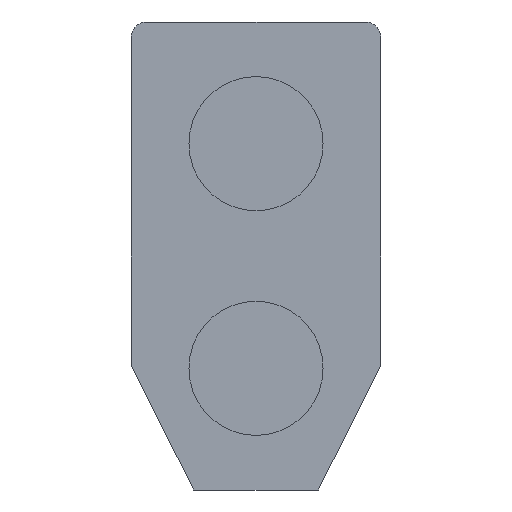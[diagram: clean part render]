
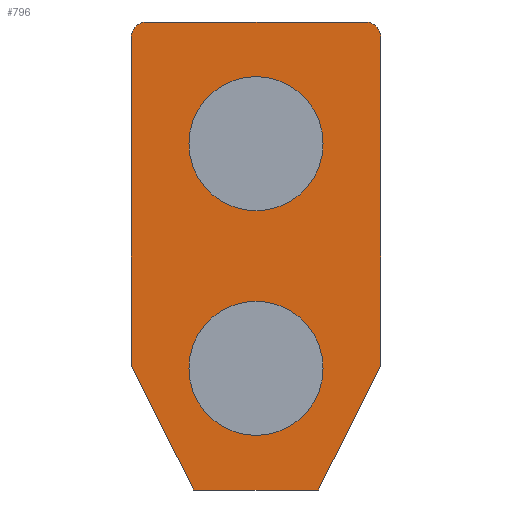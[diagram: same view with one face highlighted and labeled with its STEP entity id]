
A CAD part, front view. The second image highlights one B-rep face of the part: STEP entity #796.
In plain terms, the highlighted planar face has unit normal (0, -1, 0).
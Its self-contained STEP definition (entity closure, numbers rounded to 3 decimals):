
#32=LINE('',#1215,#108);
#35=LINE('',#1223,#111);
#41=LINE('',#1235,#117);
#43=LINE('',#1239,#119);
#45=LINE('',#1243,#121);
#47=LINE('',#1246,#123);
#108=VECTOR('',#1001,7.);
#111=VECTOR('',#1010,10.5);
#117=VECTOR('',#1018,4.472);
#119=VECTOR('',#1022,4.);
#121=VECTOR('',#1026,4.472);
#123=VECTOR('',#1030,10.5);
#181=PLANE('',#883);
#224=FACE_BOUND('',#314,.T.);
#225=FACE_BOUND('',#315,.T.);
#253=FACE_OUTER_BOUND('',#313,.T.);
#313=EDGE_LOOP('',(#609,#610,#611,#612,#613,#614,#615,#616));
#314=EDGE_LOOP('',(#617));
#315=EDGE_LOOP('',(#618));
#349=CIRCLE('',#858,2.15);
#352=CIRCLE('',#864,2.15);
#357=CIRCLE('',#874,0.5);
#358=CIRCLE('',#877,0.5);
#369=VERTEX_POINT('',#1152);
#372=VERTEX_POINT('',#1161);
#393=VERTEX_POINT('',#1208);
#394=VERTEX_POINT('',#1209);
#395=VERTEX_POINT('',#1214);
#396=VERTEX_POINT('',#1218);
#397=VERTEX_POINT('',#1222);
#402=VERTEX_POINT('',#1234);
#403=VERTEX_POINT('',#1238);
#404=VERTEX_POINT('',#1242);
#437=EDGE_CURVE('',#369,#369,#349,.T.);
#440=EDGE_CURVE('',#372,#372,#352,.T.);
#461=EDGE_CURVE('',#393,#394,#357,.F.);
#464=EDGE_CURVE('',#393,#395,#32,.T.);
#466=EDGE_CURVE('',#395,#396,#358,.T.);
#468=EDGE_CURVE('',#396,#397,#35,.T.);
#474=EDGE_CURVE('',#402,#397,#41,.T.);
#476=EDGE_CURVE('',#402,#403,#43,.T.);
#478=EDGE_CURVE('',#404,#403,#45,.T.);
#480=EDGE_CURVE('',#394,#404,#47,.T.);
#609=ORIENTED_EDGE('',*,*,#461,.T.);
#610=ORIENTED_EDGE('',*,*,#480,.T.);
#611=ORIENTED_EDGE('',*,*,#478,.T.);
#612=ORIENTED_EDGE('',*,*,#476,.F.);
#613=ORIENTED_EDGE('',*,*,#474,.T.);
#614=ORIENTED_EDGE('',*,*,#468,.F.);
#615=ORIENTED_EDGE('',*,*,#466,.F.);
#616=ORIENTED_EDGE('',*,*,#464,.F.);
#617=ORIENTED_EDGE('',*,*,#437,.T.);
#618=ORIENTED_EDGE('',*,*,#440,.T.);
#796=ADVANCED_FACE('',(#253,#224,#225),#181,.F.);
#858=AXIS2_PLACEMENT_3D('',#1153,#947,#948);
#864=AXIS2_PLACEMENT_3D('',#1162,#959,#960);
#874=AXIS2_PLACEMENT_3D('',#1210,#995,#996);
#877=AXIS2_PLACEMENT_3D('',#1219,#1005,#1006);
#883=AXIS2_PLACEMENT_3D('',#1255,#1035,#1036);
#947=DIRECTION('center_axis',(0.,1.,0.));
#948=DIRECTION('ref_axis',(-1.,0.,0.));
#959=DIRECTION('center_axis',(0.,1.,0.));
#960=DIRECTION('ref_axis',(-1.,0.,0.));
#995=DIRECTION('center_axis',(0.,1.,0.));
#996=DIRECTION('ref_axis',(0.,0.,1.));
#1001=DIRECTION('',(1.,0.,0.));
#1005=DIRECTION('center_axis',(0.,1.,0.));
#1006=DIRECTION('ref_axis',(0.,0.,1.));
#1010=DIRECTION('',(0.,0.,-1.));
#1018=DIRECTION('',(0.447,0.,0.894));
#1022=DIRECTION('',(-1.,0.,0.));
#1026=DIRECTION('',(0.447,0.,-0.894));
#1030=DIRECTION('',(0.,0.,-1.));
#1035=DIRECTION('center_axis',(0.,1.,0.));
#1036=DIRECTION('ref_axis',(0.,0.,1.));
#1152=CARTESIAN_POINT('',(2.15,0.,-3.6));
#1153=CARTESIAN_POINT('Origin',(0.,0.,-3.6));
#1161=CARTESIAN_POINT('',(2.15,0.,3.6));
#1162=CARTESIAN_POINT('Origin',(0.,0.,3.6));
#1208=CARTESIAN_POINT('',(-3.5,0.,7.5));
#1209=CARTESIAN_POINT('',(-4.,0.,7.));
#1210=CARTESIAN_POINT('Origin',(-3.5,0.,7.));
#1214=CARTESIAN_POINT('',(3.5,0.,7.5));
#1215=CARTESIAN_POINT('',(-3.5,0.,7.5));
#1218=CARTESIAN_POINT('',(4.,0.,7.));
#1219=CARTESIAN_POINT('Origin',(3.5,0.,7.));
#1222=CARTESIAN_POINT('',(4.,0.,-3.5));
#1223=CARTESIAN_POINT('',(4.,0.,7.));
#1234=CARTESIAN_POINT('',(2.,0.,-7.5));
#1235=CARTESIAN_POINT('',(2.,0.,-7.5));
#1238=CARTESIAN_POINT('',(-2.,0.,-7.5));
#1239=CARTESIAN_POINT('',(2.,0.,-7.5));
#1242=CARTESIAN_POINT('',(-4.,0.,-3.5));
#1243=CARTESIAN_POINT('',(-4.,0.,-3.5));
#1246=CARTESIAN_POINT('',(-4.,0.,7.));
#1255=CARTESIAN_POINT('Origin',(0.,0.,0.));
